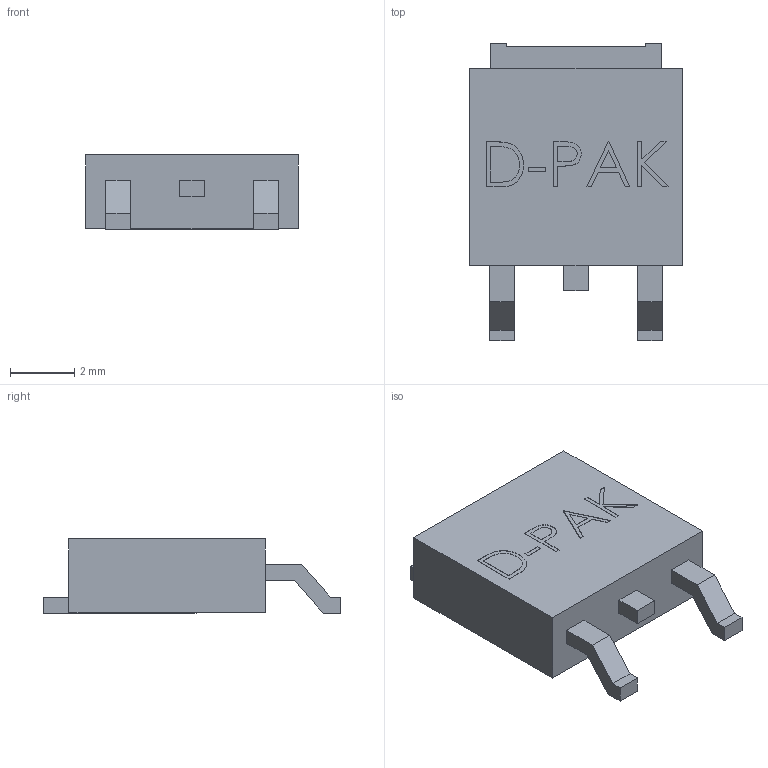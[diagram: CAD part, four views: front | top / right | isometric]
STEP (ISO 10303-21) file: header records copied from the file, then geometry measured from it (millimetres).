
FILE_DESCRIPTION (( 'STEP AP214' ), '1' );
FILE_NAME ('D-PAK.STEP', '2008-08-01T10:54:57', ( 'j' ), ( '' ), 'SwSTEP 2.0', 'SolidWorks 2004231', '' );
FILE_SCHEMA (( 'AUTOMOTIVE_DESIGN' ));
Length unit declared in the file: millimetre
Products named in the file (1): D-PAK
Bounding box: 6.6 x 9.25 x 2.31 mm (x, y, z)
Volume: 106.6 mm3; surface area: 214.3 mm2
Topology: 2 solids, 2 shells, 113 faces, 294 edges, 196 vertices
Faces by surface type: plane 97, bspline 13, cylinder 3
Entity records: 4689 total; most frequent: CARTESIAN_POINT 1855, ORIENTED_EDGE 588, DIRECTION 476, EDGE_CURVE 294, LINE 262, VECTOR 262, VERTEX_POINT 196, EDGE_LOOP 126
